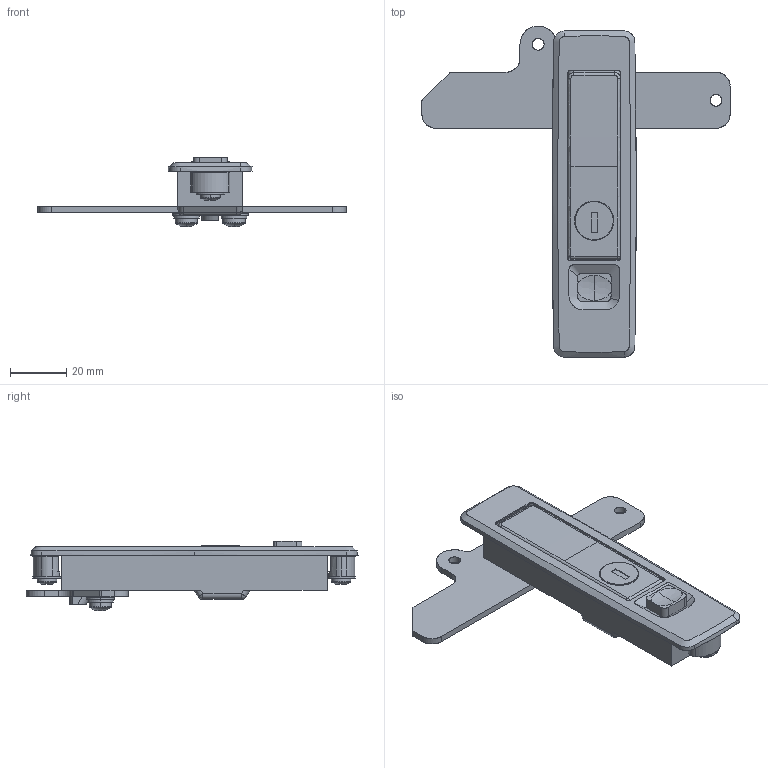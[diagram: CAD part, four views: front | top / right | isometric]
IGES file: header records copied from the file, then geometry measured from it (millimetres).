
Start section: SolidWorks IGES file using analytic representation for surfaces
Global section: file name: A-260-A-2-1.IGS,15; native system: HSolidWorks 2011; preprocessor: SolidWorks 2011; author: 1337yo; date: 120321.114808; units: millimetre
Bounding box: 110 x 118.5 x 24.86 mm (x, y, z)
Surface area: 27702.1 mm2 (no closed solid volume)
Topology: 0 solids, 0 shells, 399 faces, 5211 edges, 5200 vertices
Faces by surface type: bspline 208, revolution 191
